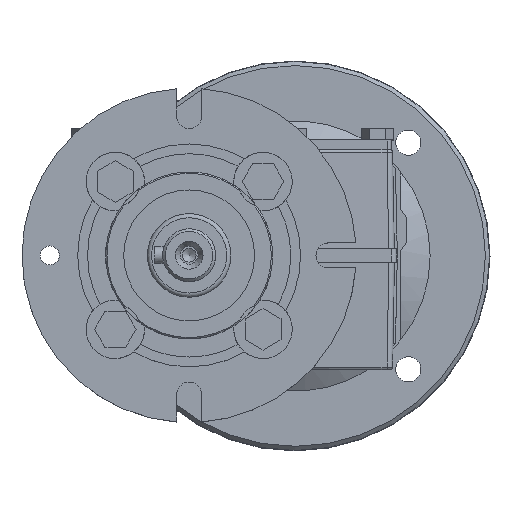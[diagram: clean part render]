
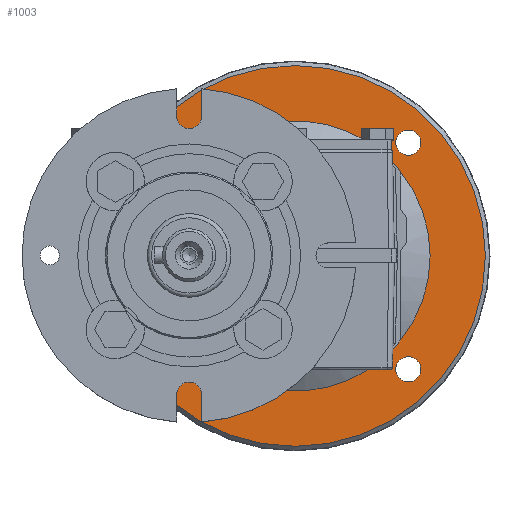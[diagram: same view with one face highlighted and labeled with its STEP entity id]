
A CAD part, top view. The second image highlights one B-rep face of the part: STEP entity #1003.
In plain terms, the highlighted planar face has unit normal (0, 0, 1).
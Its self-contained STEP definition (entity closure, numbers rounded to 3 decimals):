
#1003 = ADVANCED_FACE( '', ( #2405, #2406, #2407, #2408, #2409, #2410 ), #2411, .F. );
#2405 = FACE_OUTER_BOUND( '', #4747, .T. );
#2406 = FACE_BOUND( '', #4748, .T. );
#2407 = FACE_BOUND( '', #4749, .T. );
#2408 = FACE_BOUND( '', #4750, .T. );
#2409 = FACE_BOUND( '', #4751, .T. );
#2410 = FACE_BOUND( '', #4752, .T. );
#2411 = PLANE( '', #4753 );
#4747 = EDGE_LOOP( '', ( #8202 ) );
#4748 = EDGE_LOOP( '', ( #8203 ) );
#4749 = EDGE_LOOP( '', ( #8204 ) );
#4750 = EDGE_LOOP( '', ( #8205 ) );
#4751 = EDGE_LOOP( '', ( #8206 ) );
#4752 = EDGE_LOOP( '', ( #8207, #8208, #8209, #8210, #8211, #8212, #8213, #8214 ) );
#4753 = AXIS2_PLACEMENT_3D( '', #8215, #8216, #8217 );
#8202 = ORIENTED_EDGE( '', *, *, #11898, .T. );
#8203 = ORIENTED_EDGE( '', *, *, #12492, .T. );
#8204 = ORIENTED_EDGE( '', *, *, #11611, .T. );
#8205 = ORIENTED_EDGE( '', *, *, #11729, .T. );
#8206 = ORIENTED_EDGE( '', *, *, #12477, .T. );
#8207 = ORIENTED_EDGE( '', *, *, #12398, .F. );
#8208 = ORIENTED_EDGE( '', *, *, #11721, .F. );
#8209 = ORIENTED_EDGE( '', *, *, #12493, .F. );
#8210 = ORIENTED_EDGE( '', *, *, #11507, .F. );
#8211 = ORIENTED_EDGE( '', *, *, #12494, .F. );
#8212 = ORIENTED_EDGE( '', *, *, #12495, .F. );
#8213 = ORIENTED_EDGE( '', *, *, #12496, .F. );
#8214 = ORIENTED_EDGE( '', *, *, #12497, .F. );
#8215 = CARTESIAN_POINT( '', ( 38., 68.334, -101. ) );
#8216 = DIRECTION( '', ( 0., 0., -1. ) );
#8217 = DIRECTION( '', ( 1., 0., 0. ) );
#11507 = EDGE_CURVE( '', #13495, #13487, #13497, .T. );
#11611 = EDGE_CURVE( '', #13681, #13681, #13682, .T. );
#11721 = EDGE_CURVE( '', #13875, #13876, #13878, .T. );
#11729 = EDGE_CURVE( '', #13891, #13891, #13892, .T. );
#11898 = EDGE_CURVE( '', #14179, #14179, #14180, .T. );
#12398 = EDGE_CURVE( '', #13876, #14984, #14985, .T. );
#12477 = EDGE_CURVE( '', #15107, #15107, #15108, .T. );
#12492 = EDGE_CURVE( '', #15132, #15132, #15133, .T. );
#12493 = EDGE_CURVE( '', #13487, #13875, #15134, .T. );
#12494 = EDGE_CURVE( '', #15135, #13495, #15136, .T. );
#12495 = EDGE_CURVE( '', #15137, #15135, #15138, .T. );
#12496 = EDGE_CURVE( '', #15139, #15137, #15140, .T. );
#12497 = EDGE_CURVE( '', #14984, #15139, #15141, .T. );
#13487 = VERTEX_POINT( '', #16413 );
#13495 = VERTEX_POINT( '', #16441 );
#13497 = CIRCLE( '', #16448, 48.5 );
#13681 = VERTEX_POINT( '', #16850 );
#13682 = CIRCLE( '', #16851, 4.5 );
#13875 = VERTEX_POINT( '', #17267 );
#13876 = VERTEX_POINT( '', #17268 );
#13878 = CIRCLE( '', #17291, 48.5 );
#13891 = VERTEX_POINT( '', #17311 );
#13892 = CIRCLE( '', #17312, 4.5 );
#14179 = VERTEX_POINT( '', #17913 );
#14180 = CIRCLE( '', #17914, 68.334 );
#14984 = VERTEX_POINT( '', #19421 );
#14985 = CIRCLE( '', #19422, 48.5 );
#15107 = VERTEX_POINT( '', #19640 );
#15108 = CIRCLE( '', #19641, 4.5 );
#15132 = VERTEX_POINT( '', #19670 );
#15133 = CIRCLE( '', #19671, 4.5 );
#15134 = CIRCLE( '', #19672, 48.5 );
#15135 = VERTEX_POINT( '', #19673 );
#15136 = CIRCLE( '', #19674, 48.5 );
#15137 = VERTEX_POINT( '', #19675 );
#15138 = CIRCLE( '', #19676, 48.5 );
#15139 = VERTEX_POINT( '', #19677 );
#15140 = CIRCLE( '', #19678, 48.5 );
#15141 = CIRCLE( '', #19679, 48.5 );
#16413 = CARTESIAN_POINT( '', ( 0., -30.137, -101. ) );
#16441 = CARTESIAN_POINT( '', ( 0., 30.137, -101. ) );
#16448 = AXIS2_PLACEMENT_3D( '', #22000, #22001, #22002 );
#16850 = CARTESIAN_POINT( '', ( -2.659, -36.159, -101. ) );
#16851 = AXIS2_PLACEMENT_3D( '', #22121, #22122, #22123 );
#17267 = CARTESIAN_POINT( '', ( 6.643, -37., -101. ) );
#17268 = CARTESIAN_POINT( '', ( 69.357, -37., -101. ) );
#17291 = AXIS2_PLACEMENT_3D( '', #22256, #22257, #22258 );
#17311 = CARTESIAN_POINT( '', ( 78.659, -36.159, -101. ) );
#17312 = AXIS2_PLACEMENT_3D( '', #22263, #22264, #22265 );
#17913 = CARTESIAN_POINT( '', ( 38., -68.334, -101. ) );
#17914 = AXIS2_PLACEMENT_3D( '', #22457, #22458, #22459 );
#19421 = CARTESIAN_POINT( '', ( 76., -30.137, -101. ) );
#19422 = AXIS2_PLACEMENT_3D( '', #23026, #23027, #23028 );
#19640 = CARTESIAN_POINT( '', ( 78.659, 45.159, -101. ) );
#19641 = AXIS2_PLACEMENT_3D( '', #23102, #23103, #23104 );
#19670 = CARTESIAN_POINT( '', ( -2.659, 45.159, -101. ) );
#19671 = AXIS2_PLACEMENT_3D( '', #23125, #23126, #23127 );
#19672 = AXIS2_PLACEMENT_3D( '', #23128, #23129, #23130 );
#19673 = CARTESIAN_POINT( '', ( 6.643, 37., -101. ) );
#19674 = AXIS2_PLACEMENT_3D( '', #23131, #23132, #23133 );
#19675 = CARTESIAN_POINT( '', ( 69.357, 37., -101. ) );
#19676 = AXIS2_PLACEMENT_3D( '', #23134, #23135, #23136 );
#19677 = CARTESIAN_POINT( '', ( 76., 30.137, -101. ) );
#19678 = AXIS2_PLACEMENT_3D( '', #23137, #23138, #23139 );
#19679 = AXIS2_PLACEMENT_3D( '', #23140, #23141, #23142 );
#22000 = CARTESIAN_POINT( '', ( 38., 0., -101. ) );
#22001 = DIRECTION( '', ( 0., 0., 1. ) );
#22002 = DIRECTION( '', ( 0., -1., 0. ) );
#22121 = CARTESIAN_POINT( '', ( -2.659, -40.659, -101. ) );
#22122 = DIRECTION( '', ( 0., 0., -1. ) );
#22123 = DIRECTION( '', ( 0., 1., 0. ) );
#22256 = CARTESIAN_POINT( '', ( 38., 0., -101. ) );
#22257 = DIRECTION( '', ( 0., 0., 1. ) );
#22258 = DIRECTION( '', ( 0., -1., 0. ) );
#22263 = CARTESIAN_POINT( '', ( 78.659, -40.659, -101. ) );
#22264 = DIRECTION( '', ( 0., 0., -1. ) );
#22265 = DIRECTION( '', ( 0., 1., 0. ) );
#22457 = CARTESIAN_POINT( '', ( 38., 0., -101. ) );
#22458 = DIRECTION( '', ( 0., 0., 1. ) );
#22459 = DIRECTION( '', ( 0., -1., 0. ) );
#23026 = CARTESIAN_POINT( '', ( 38., 0., -101. ) );
#23027 = DIRECTION( '', ( 0., 0., 1. ) );
#23028 = DIRECTION( '', ( 0., -1., 0. ) );
#23102 = CARTESIAN_POINT( '', ( 78.659, 40.659, -101. ) );
#23103 = DIRECTION( '', ( 0., 0., -1. ) );
#23104 = DIRECTION( '', ( 0., 1., 0. ) );
#23125 = CARTESIAN_POINT( '', ( -2.659, 40.659, -101. ) );
#23126 = DIRECTION( '', ( 0., 0., -1. ) );
#23127 = DIRECTION( '', ( 0., 1., 0. ) );
#23128 = CARTESIAN_POINT( '', ( 38., 0., -101. ) );
#23129 = DIRECTION( '', ( 0., 0., 1. ) );
#23130 = DIRECTION( '', ( 0., 1., 0. ) );
#23131 = CARTESIAN_POINT( '', ( 38., 0., -101. ) );
#23132 = DIRECTION( '', ( 0., 0., 1. ) );
#23133 = DIRECTION( '', ( 0., 1., 0. ) );
#23134 = CARTESIAN_POINT( '', ( 38., 0., -101. ) );
#23135 = DIRECTION( '', ( 0., 0., 1. ) );
#23136 = DIRECTION( '', ( 0., -1., 0. ) );
#23137 = CARTESIAN_POINT( '', ( 38., 0., -101. ) );
#23138 = DIRECTION( '', ( 0., 0., 1. ) );
#23139 = DIRECTION( '', ( 0., 1., 0. ) );
#23140 = CARTESIAN_POINT( '', ( 38., 0., -101. ) );
#23141 = DIRECTION( '', ( 0., 0., 1. ) );
#23142 = DIRECTION( '', ( 0., -1., 0. ) );
